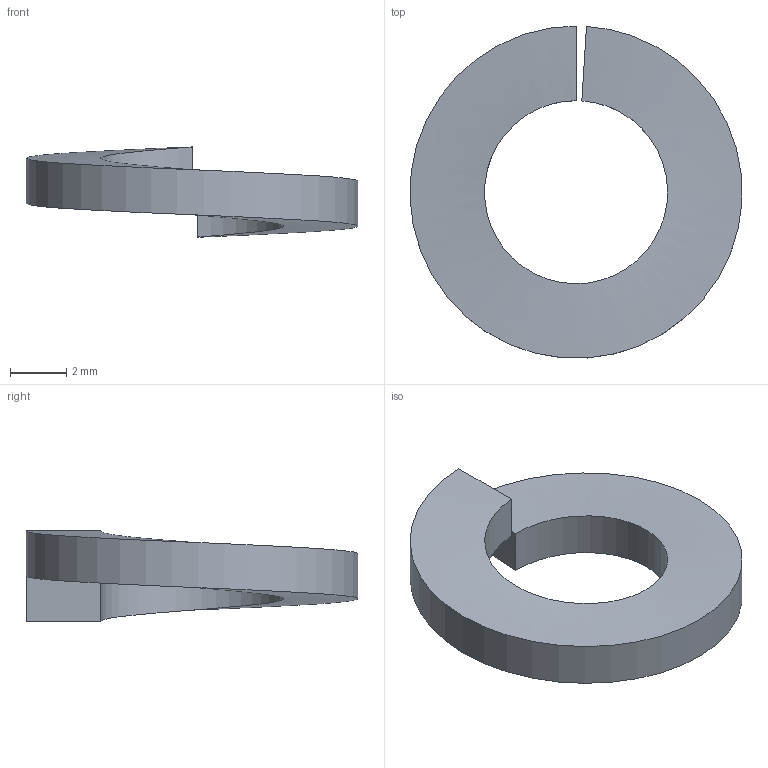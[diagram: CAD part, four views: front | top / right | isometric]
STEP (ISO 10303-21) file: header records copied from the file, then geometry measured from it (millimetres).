
FILE_DESCRIPTION (( 'STEP AP203' ), '1' );
FILE_NAME ('91202A234_Zinc-Plated Steel Split Lock Washer.STEP', '2022-04-14T15:51:21', ( 'Administrator' ), ( 'Managed by Terraform' ), 'SwSTEP 2.0', 'SolidWorks 2017', '' );
FILE_SCHEMA (( 'CONFIG_CONTROL_DESIGN' ));
Length unit declared in the file: millimetre
Products named in the file (1): 91202A234_Zinc-Plated Steel Split Lock Washer
Bounding box: 11.79 x 11.79 x 3.2 mm (x, y, z)
Volume: 120.7 mm3; surface area: 250.6 mm2
Topology: 1 solids, 1 shells, 6 faces, 12 edges, 8 vertices
Faces by surface type: bspline 4, plane 2
Entity records: 413 total; most frequent: CARTESIAN_POINT 251, ORIENTED_EDGE 24, EDGE_CURVE 12, PERSON_AND_ORGANIZATION 8, VERTEX_POINT 8, B_SPLINE_CURVE_WITH_KNOTS 8, ADVANCED_FACE 6, EDGE_LOOP 6
